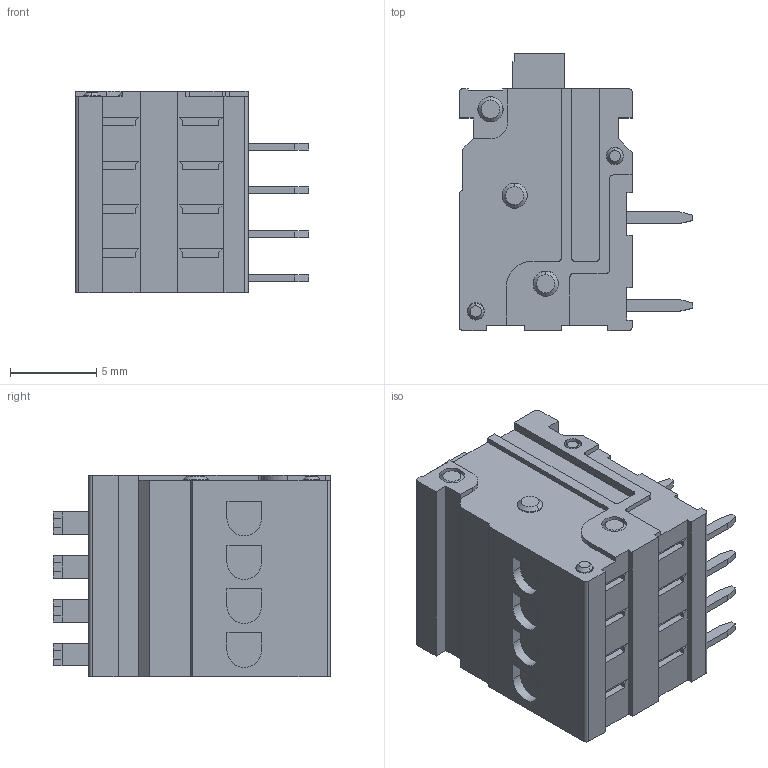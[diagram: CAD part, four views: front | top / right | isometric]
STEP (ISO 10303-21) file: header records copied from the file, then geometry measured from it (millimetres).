
FILE_DESCRIPTION((''),'2;1');
FILE_NAME('WJ211R-254-04P','2019-05-08T',('Administrator'),(''),'CREO PARAMETRIC BY PTC INC, 2016380','CREO PARAMETRIC BY PTC INC, 2016380','');
FILE_SCHEMA(('CONFIG_CONTROL_DESIGN'));
Length unit declared in the file: millimetre
Products named in the file (1): WJ211R-254-04P
Bounding box: 13.5 x 16.05 x 11.66 mm (x, y, z)
Volume: 1415.2 mm3; surface area: 1652.4 mm2
Topology: 1 solids, 13 shells, 688 faces, 1694 edges, 1066 vertices
Faces by surface type: plane 436, cylinder 148, cone 64, torus 40
Entity records: 20248 total; most frequent: DIRECTION 3480, CARTESIAN_POINT 3448, ORIENTED_EDGE 3388, EDGE_CURVE 1694, VECTOR 1284, LINE 1284, AXIS2_PLACEMENT_3D 1098, VERTEX_POINT 1066
